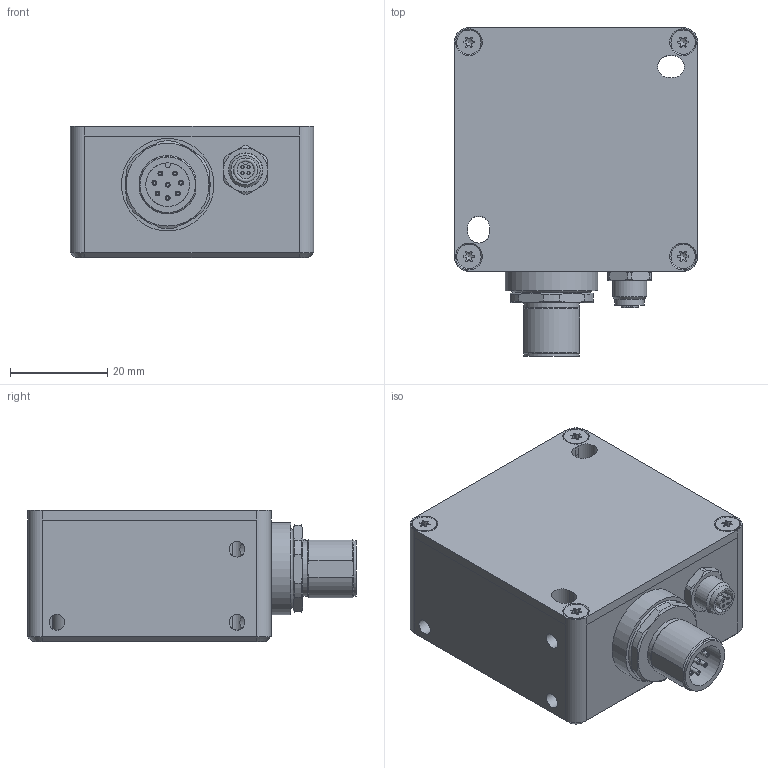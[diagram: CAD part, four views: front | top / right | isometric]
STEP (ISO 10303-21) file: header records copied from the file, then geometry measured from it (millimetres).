
FILE_DESCRIPTION(/* description */ (''),/* implementation_level */ '2;1');
FILE_NAME(/* name */ 'OF510142.stp',/* time_stamp */ '2016-10-07T11:12:27+02:00',/* author */ ('mitarbeiter'),/* organization */ (''),/* preprocessor_version */ 'ST-DEVELOPER v15.2',/* originating_system */ 'Autodesk Inventor 2014',/* authorisation */ '');
FILE_SCHEMA (('AUTOMOTIVE_DESIGN { 1 0 10303 214 3 1 1 }'));
Length unit declared in the file: millimetre
Products named in the file (1): OF510142
Bounding box: 50 x 67.5 x 27 mm (x, y, z)
Volume: 97.7 mm3; surface area: 14128.2 mm2
Topology: 8 solids, 11 shells, 353 faces, 870 edges, 566 vertices
Faces by surface type: plane 145, cylinder 136, cone 58, torus 14
Full cylindrical faces by diameter (mm): 0.5 x4, 1 x16, 2.013 x4, 2.5 x4, 2.9 x4, 3.242 x6, 5 x5, 6 x3, 7 x2, 7.05 x1, 9 x1, 11 x1, 11.1 x1, 11.4 x2, 12 x1, 13 x2, 13.86 x1, 17.5 x1, 19 x1
Entity records: 10385 total; most frequent: CARTESIAN_POINT 2799, DIRECTION 1533, ORIENTED_EDGE 1480, EDGE_CURVE 738, AXIS2_PLACEMENT_3D 631, VERTEX_POINT 530, EDGE_LOOP 500, FACE_OUTER_BOUND 353
